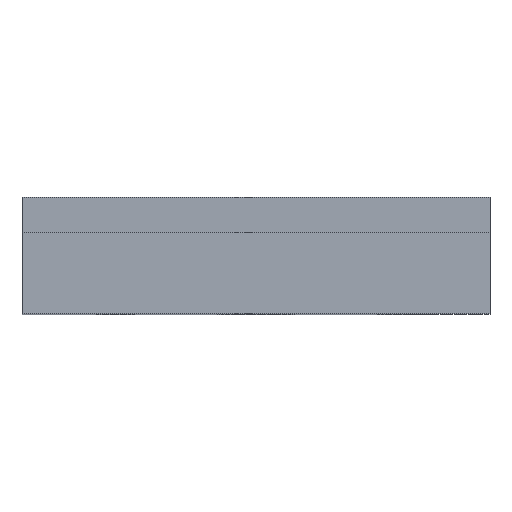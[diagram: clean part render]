
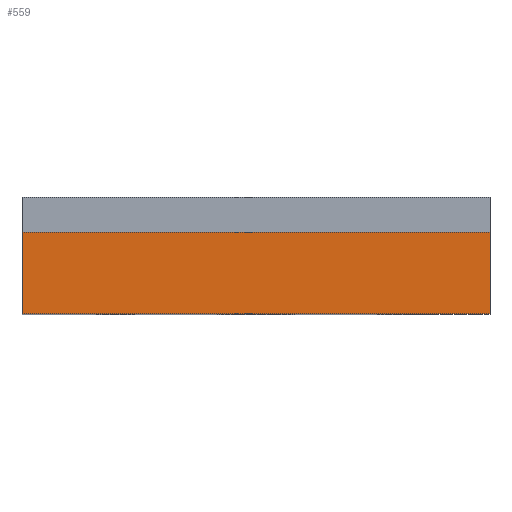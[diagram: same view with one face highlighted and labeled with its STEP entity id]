
A CAD part, top view. The second image highlights one B-rep face of the part: STEP entity #559.
In plain terms, the highlighted planar face has unit normal (0, 0, 1).
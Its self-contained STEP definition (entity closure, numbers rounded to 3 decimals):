
#23 = CARTESIAN_POINT ( 'NONE',  ( 20., 7., 16. ) ) ;
#30 = LINE ( 'NONE', #517, #214 ) ;
#96 = DIRECTION ( 'NONE',  ( 0., 0., 1. ) ) ;
#118 = VECTOR ( 'NONE', #445, 1000. ) ;
#144 = VECTOR ( 'NONE', #867, 1000. ) ;
#195 = VERTEX_POINT ( 'NONE', #917 ) ;
#200 = VERTEX_POINT ( 'NONE', #677 ) ;
#207 = EDGE_CURVE ( 'NONE', #200, #195, #515, .T. ) ;
#214 = VECTOR ( 'NONE', #238, 1000. ) ;
#238 = DIRECTION ( 'NONE',  ( 0., -1., 0. ) ) ;
#309 = VERTEX_POINT ( 'NONE', #524 ) ;
#322 = EDGE_CURVE ( 'NONE', #200, #309, #673, .T. ) ;
#335 = PLANE ( 'NONE',  #483 ) ;
#407 = CARTESIAN_POINT ( 'NONE',  ( 20., 0., 16. ) ) ;
#412 = EDGE_LOOP ( 'NONE', ( #535, #443, #607, #1000 ) ) ;
#414 = CARTESIAN_POINT ( 'NONE',  ( 20., 10., 16. ) ) ;
#443 = ORIENTED_EDGE ( 'NONE', *, *, #322, .F. ) ;
#445 = DIRECTION ( 'NONE',  ( 0., -1., 0. ) ) ;
#454 = EDGE_CURVE ( 'NONE', #949, #195, #636, .T. ) ;
#473 = VECTOR ( 'NONE', #541, 1000. ) ;
#483 = AXIS2_PLACEMENT_3D ( 'NONE', #414, #96, #940 ) ;
#515 = LINE ( 'NONE', #769, #118 ) ;
#517 = CARTESIAN_POINT ( 'NONE',  ( 20., 10., 16. ) ) ;
#524 = CARTESIAN_POINT ( 'NONE',  ( 20., 7., 16. ) ) ;
#535 = ORIENTED_EDGE ( 'NONE', *, *, #964, .F. ) ;
#541 = DIRECTION ( 'NONE',  ( 1., 0., 0. ) ) ;
#559 = ADVANCED_FACE ( 'NONE', ( #695 ), #335, .T. ) ;
#607 = ORIENTED_EDGE ( 'NONE', *, *, #207, .T. ) ;
#636 = LINE ( 'NONE', #871, #144 ) ;
#673 = LINE ( 'NONE', #23, #473 ) ;
#677 = CARTESIAN_POINT ( 'NONE',  ( -20., 7., 16. ) ) ;
#695 = FACE_OUTER_BOUND ( 'NONE', #412, .T. ) ;
#769 = CARTESIAN_POINT ( 'NONE',  ( -20., 10., 16. ) ) ;
#867 = DIRECTION ( 'NONE',  ( -1., 0., 0. ) ) ;
#871 = CARTESIAN_POINT ( 'NONE',  ( 20., 0., 16. ) ) ;
#917 = CARTESIAN_POINT ( 'NONE',  ( -20., 0., 16. ) ) ;
#940 = DIRECTION ( 'NONE',  ( 1., 0., 0. ) ) ;
#949 = VERTEX_POINT ( 'NONE', #407 ) ;
#964 = EDGE_CURVE ( 'NONE', #309, #949, #30, .T. ) ;
#1000 = ORIENTED_EDGE ( 'NONE', *, *, #454, .F. ) ;
